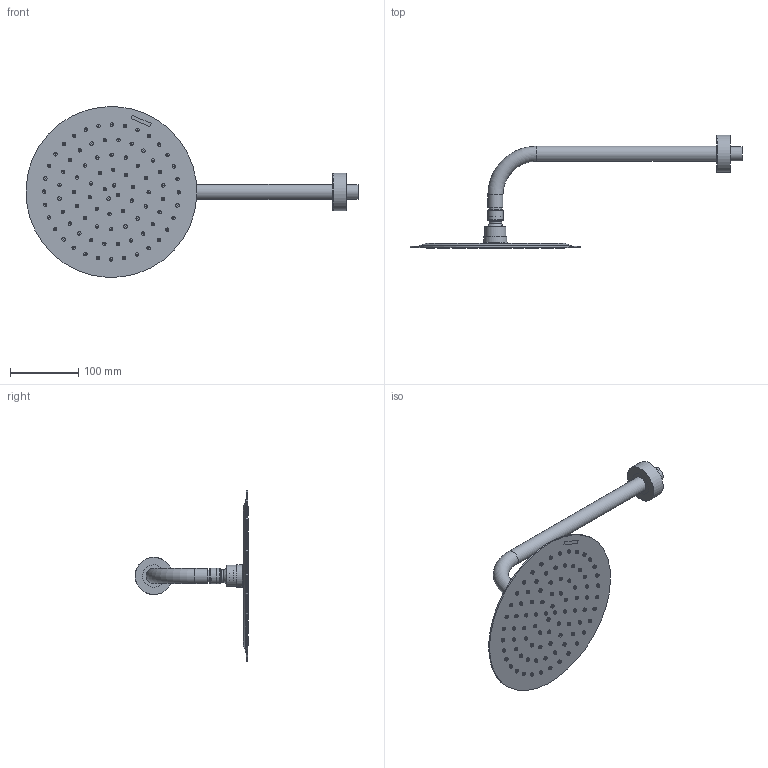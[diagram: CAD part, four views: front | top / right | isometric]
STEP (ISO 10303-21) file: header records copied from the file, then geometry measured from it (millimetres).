
FILE_DESCRIPTION (( 'STEP AP203' ), '1' );
FILE_NAME ('99-P56245_00.STEP', '2021-04-08T09:56:04', ( '' ), ( '' ), 'SwSTEP 2.0', 'SolidWorks 2018', '' );
FILE_SCHEMA (( 'CONFIG_CONTROL_DESIGN' ));
Length unit declared in the file: millimetre
Products named in the file (1): 99-P56245_00
Bounding box: 485.35 x 166.29 x 249.71 mm (x, y, z)
Volume: 426452 mm3; surface area: 157376.8 mm2
Topology: 6 solids, 6 shells, 421 faces, 740 edges, 520 vertices
Faces by surface type: plane 207, cylinder 198, torus 9, cone 6, sphere 1
Full cylindrical faces by diameter (mm): 1 x86, 3.3 x1, 4 x1, 5 x86, 9 x1, 11.6 x1, 15 x1, 18 x2, 19 x1, 20.6 x1, 21 x2, 22 x2, 22.7 x1, 23 x2, 23.3 x1, 24 x1, 27 x1, 27.8 x1, 29 x1, 31 x1, 33.5 x1, 54.4 x1, 54.8 x1, 250 x1
Entity records: 8681 total; most frequent: DIRECTION 1684, CARTESIAN_POINT 1388, ORIENTED_EDGE 866, EDGE_LOOP 832, AXIS2_PLACEMENT_3D 831, FACE_OUTER_BOUND 629, EDGE_CURVE 433, VERTEX_POINT 427
